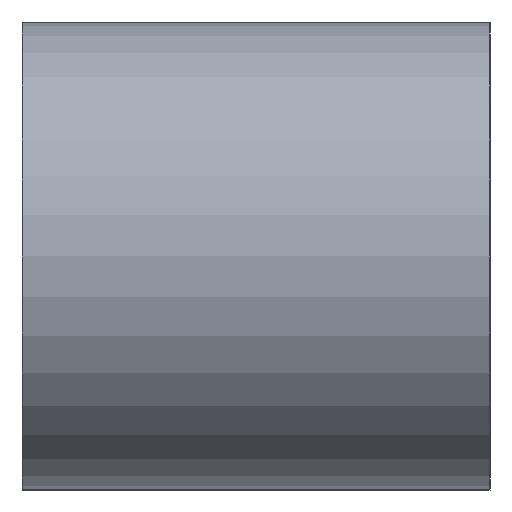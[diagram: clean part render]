
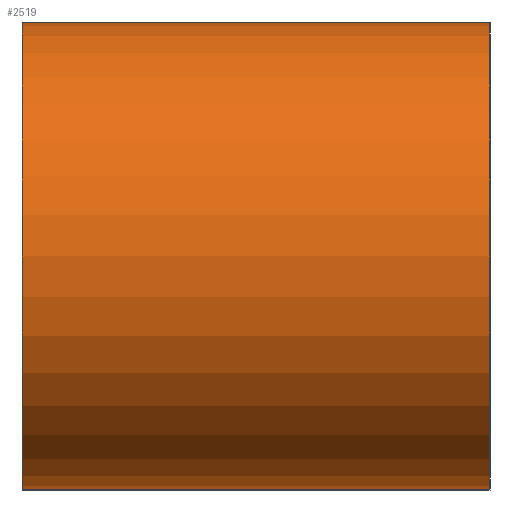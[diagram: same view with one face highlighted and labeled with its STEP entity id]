
A CAD part, left-side view. The second image highlights one B-rep face of the part: STEP entity #2519.
In plain terms, the highlighted cylindrical face has radius 5 mm (diameter 10 mm), a partial arc.
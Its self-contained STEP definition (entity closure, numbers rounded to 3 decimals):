
#159=CIRCLE('',#2765,5.);
#160=CIRCLE('',#2767,5.);
#202=CYLINDRICAL_SURFACE('',#2766,5.);
#323=FACE_OUTER_BOUND('',#456,.T.);
#456=EDGE_LOOP('',(#2297,#2298,#2299,#2300));
#717=LINE('',#4252,#977);
#718=LINE('',#4255,#978);
#977=VECTOR('',#3490,10.);
#978=VECTOR('',#3493,10.);
#1221=VERTEX_POINT('',#4245);
#1222=VERTEX_POINT('',#4247);
#1223=VERTEX_POINT('',#4251);
#1224=VERTEX_POINT('',#4253);
#1582=EDGE_CURVE('',#1221,#1222,#159,.T.);
#1584=EDGE_CURVE('',#1223,#1221,#717,.T.);
#1585=EDGE_CURVE('',#1224,#1223,#160,.T.);
#1586=EDGE_CURVE('',#1222,#1224,#718,.T.);
#2297=ORIENTED_EDGE('',*,*,#1584,.F.);
#2298=ORIENTED_EDGE('',*,*,#1585,.F.);
#2299=ORIENTED_EDGE('',*,*,#1586,.F.);
#2300=ORIENTED_EDGE('',*,*,#1582,.F.);
#2519=ADVANCED_FACE('',(#323),#202,.T.);
#2765=AXIS2_PLACEMENT_3D('',#4248,#3485,#3486);
#2766=AXIS2_PLACEMENT_3D('',#4250,#3488,#3489);
#2767=AXIS2_PLACEMENT_3D('',#4254,#3491,#3492);
#3485=DIRECTION('center_axis',(0.,-1.,0.));
#3486=DIRECTION('ref_axis',(-1.,0.,0.));
#3488=DIRECTION('center_axis',(0.,1.,0.));
#3489=DIRECTION('ref_axis',(0.,0.,
-1.));
#3490=DIRECTION('',(0.,-1.,0.));
#3491=DIRECTION('center_axis',(0.,1.,0.));
#3492=DIRECTION('ref_axis',(0.,0.,
-1.));
#3493=DIRECTION('',(0.,1.,0.));
#4245=CARTESIAN_POINT('',(-6.093,14.955,9.592));
#4247=CARTESIAN_POINT('',(-6.093,14.955,-0.408));
#4248=CARTESIAN_POINT('Origin',(-6.093,14.955,4.592));
#4250=CARTESIAN_POINT('Origin',(-6.093,19.955,4.592));
#4251=CARTESIAN_POINT('',(-6.093,24.955,9.592));
#4252=CARTESIAN_POINT('',(-6.093,19.955,9.592));
#4253=CARTESIAN_POINT('',(-6.093,24.955,-0.408));
#4254=CARTESIAN_POINT('Origin',(-6.093,24.955,4.592));
#4255=CARTESIAN_POINT('',(-6.093,19.955,-0.408));
